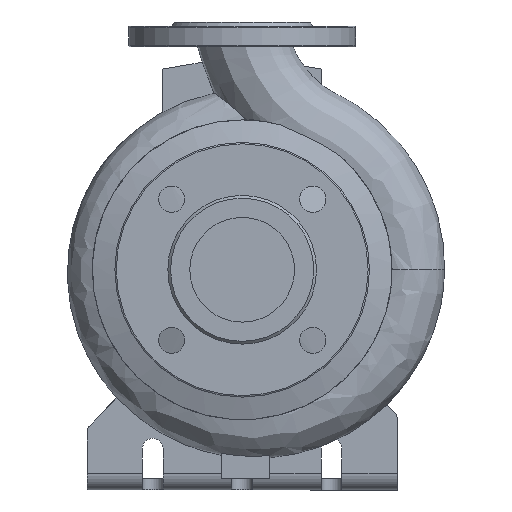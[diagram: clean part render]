
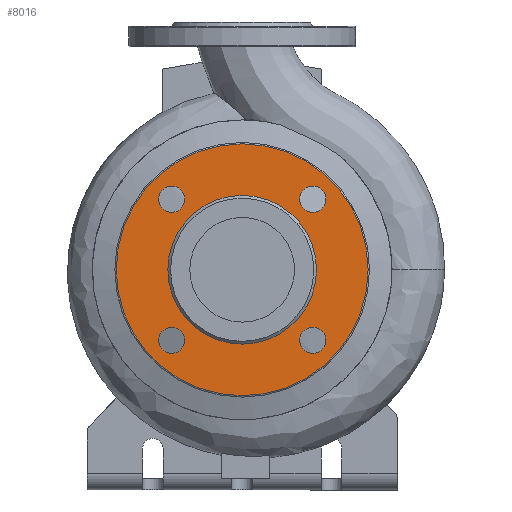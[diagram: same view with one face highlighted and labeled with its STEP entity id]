
A CAD part, left-side view. The second image highlights one B-rep face of the part: STEP entity #8016.
In plain terms, the highlighted planar face has unit normal (-1, 0, 0).
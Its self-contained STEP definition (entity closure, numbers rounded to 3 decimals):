
#231=FACE_BOUND('',#1201,.T.);
#232=FACE_BOUND('',#1202,.T.);
#233=FACE_BOUND('',#1203,.T.);
#234=FACE_BOUND('',#1204,.T.);
#235=FACE_BOUND('',#1205,.T.);
#330=PLANE('',#8644);
#680=FACE_OUTER_BOUND('',#1200,.T.);
#1200=EDGE_LOOP('',(#6055));
#1201=EDGE_LOOP('',(#6056));
#1202=EDGE_LOOP('',(#6057));
#1203=EDGE_LOOP('',(#6058));
#1204=EDGE_LOOP('',(#6059));
#1205=EDGE_LOOP('',(#6060));
#3048=CIRCLE('',#8631,9.5);
#3050=CIRCLE('',#8634,9.5);
#3052=CIRCLE('',#8637,9.5);
#3054=CIRCLE('',#8640,9.5);
#3055=CIRCLE('',#8642,54.);
#3057=CIRCLE('',#8645,91.5);
#3578=VERTEX_POINT('',#12507);
#3580=VERTEX_POINT('',#12512);
#3582=VERTEX_POINT('',#12517);
#3584=VERTEX_POINT('',#12522);
#3585=VERTEX_POINT('',#12525);
#3587=VERTEX_POINT('',#12530);
#4493=EDGE_CURVE('',#3578,#3578,#3048,.T.);
#4495=EDGE_CURVE('',#3580,#3580,#3050,.T.);
#4497=EDGE_CURVE('',#3582,#3582,#3052,.T.);
#4499=EDGE_CURVE('',#3584,#3584,#3054,.T.);
#4500=EDGE_CURVE('',#3585,#3585,#3055,.T.);
#4502=EDGE_CURVE('',#3587,#3587,#3057,.T.);
#6055=ORIENTED_EDGE('',*,*,#4502,.T.);
#6056=ORIENTED_EDGE('',*,*,#4493,.F.);
#6057=ORIENTED_EDGE('',*,*,#4495,.F.);
#6058=ORIENTED_EDGE('',*,*,#4497,.F.);
#6059=ORIENTED_EDGE('',*,*,#4499,.F.);
#6060=ORIENTED_EDGE('',*,*,#4500,.F.);
#8016=ADVANCED_FACE('',(#680,#231,#232,#233,#234,#235),#330,.F.);
#8631=AXIS2_PLACEMENT_3D('',#12508,#9993,#9994);
#8634=AXIS2_PLACEMENT_3D('',#12513,#9999,#10000);
#8637=AXIS2_PLACEMENT_3D('',#12518,#10005,#10006);
#8640=AXIS2_PLACEMENT_3D('',#12523,#10011,#10012);
#8642=AXIS2_PLACEMENT_3D('',#12526,#10015,#10016);
#8644=AXIS2_PLACEMENT_3D('',#12529,#10019,#10020);
#8645=AXIS2_PLACEMENT_3D('',#12531,#10021,#10022);
#9993=DIRECTION('center_axis',(-1.,0.,0.));
#9994=DIRECTION('ref_axis',(0.,1.,0.));
#9999=DIRECTION('center_axis',(-1.,0.,0.));
#10000=DIRECTION('ref_axis',(0.,0.,
1.));
#10005=DIRECTION('center_axis',(-1.,0.,0.));
#10006=DIRECTION('ref_axis',(0.,-1.,0.));
#10011=DIRECTION('center_axis',(-1.,0.,0.));
#10012=DIRECTION('ref_axis',(0.,0.,-1.));
#10015=DIRECTION('center_axis',(-1.,0.,0.));
#10016=DIRECTION('ref_axis',(0.,-1.,0.));
#10019=DIRECTION('center_axis',(1.,0.,0.));
#10020=DIRECTION('ref_axis',(0.,0.,1.));
#10021=DIRECTION('center_axis',(-1.,0.,0.));
#10022=DIRECTION('ref_axis',(0.,-1.,0.));
#12507=CARTESIAN_POINT('',(-98.,-60.765,108.735));
#12508=CARTESIAN_POINT('Origin',(-98.,-51.265,108.735));
#12512=CARTESIAN_POINT('',(-98.,51.265,99.235));
#12513=CARTESIAN_POINT('Origin',(-98.,51.265,108.735));
#12517=CARTESIAN_POINT('',(-98.,60.765,211.265));
#12518=CARTESIAN_POINT('Origin',(-98.,51.265,211.265));
#12522=CARTESIAN_POINT('',(-98.,-51.265,220.765));
#12523=CARTESIAN_POINT('Origin',(-98.,-51.265,211.265));
#12525=CARTESIAN_POINT('',(-98.,-54.,160.));
#12526=CARTESIAN_POINT('Origin',(-98.,0.,160.));
#12529=CARTESIAN_POINT('Origin',(-98.,-72.75,160.));
#12530=CARTESIAN_POINT('',(-98.,-91.5,160.));
#12531=CARTESIAN_POINT('Origin',(-98.,0.,160.));
